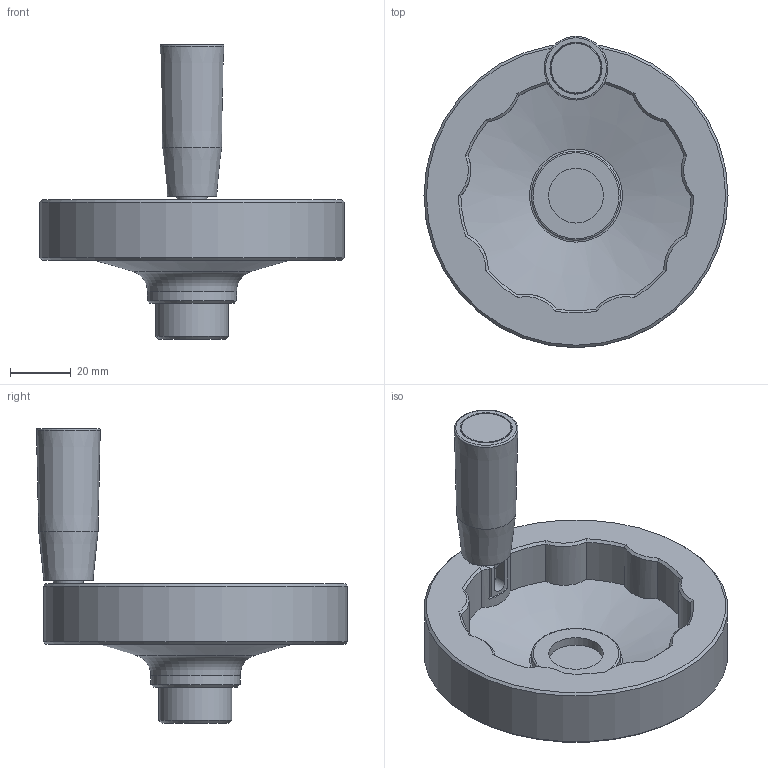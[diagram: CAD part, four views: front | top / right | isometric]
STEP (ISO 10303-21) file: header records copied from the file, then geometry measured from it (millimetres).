
FILE_DESCRIPTION( ( 'Unknown' ), '1' );
FILE_NAME( '6381005_SHA100_MRP.stp', 'Unknown', ( 'Unknown' ), ( 'Unknown' ), 'PSStep 11.0', 'Unknown', ' ' );
FILE_SCHEMA( ( 'AUTOMOTIVE_DESIGN { 1 0 10303 214 1 1 1 1 }' ) );
Length unit declared in the file: millimetre
Products named in the file (1): 1831148
Bounding box: 100 x 102.29 x 97 mm (x, y, z)
Volume: 85540.5 mm3; surface area: 48397.6 mm2
Topology: 1 solids, 6 shells, 283 faces, 780 edges, 496 vertices
Faces by surface type: plane 137, cylinder 77, cone 50, torus 13, sphere 4, bspline 2
Full cylindrical faces by diameter (mm): 3.2 x2, 4 x2, 6.4 x2, 6.5 x1, 8 x1, 8.2 x1, 9 x2, 10 x3, 10.7 x1, 10.75 x1, 12 x1, 12.85 x1, 16.7 x1, 16.708 x1, 18 x1, 24 x1, 29.3 x2, 92 x1, 100 x1
Entity records: 12781 total; most frequent: CARTESIAN_POINT 3635, DIRECTION 1451, ORIENTED_EDGE 1394, EDGE_CURVE 697, AXIS2_PLACEMENT_3D 582, VERTEX_POINT 468, EDGE_LOOP 356, FACE_OUTER_BOUND 317
